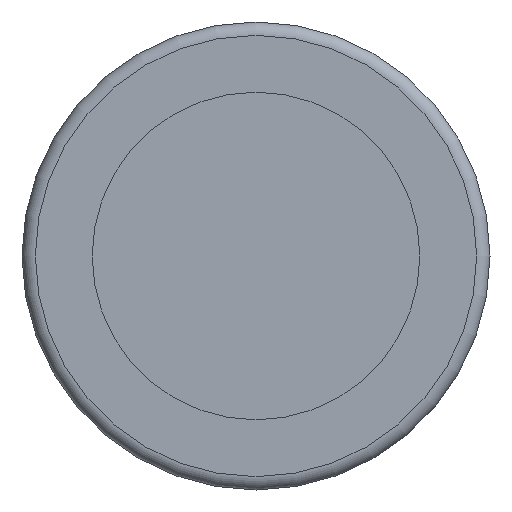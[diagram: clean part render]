
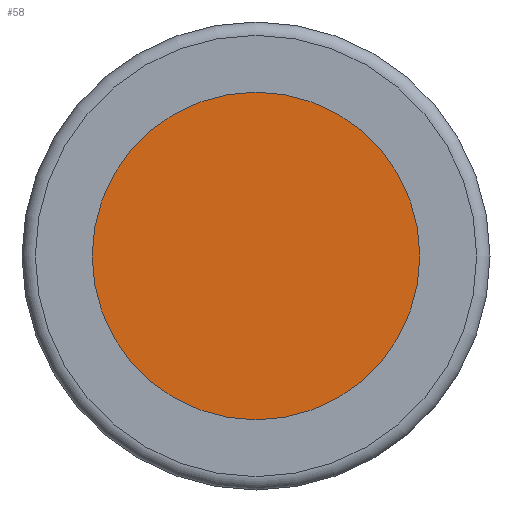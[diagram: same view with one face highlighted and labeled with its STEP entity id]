
A CAD part, front view. The second image highlights one B-rep face of the part: STEP entity #58.
In plain terms, the highlighted planar face has unit normal (0, -1, 0).
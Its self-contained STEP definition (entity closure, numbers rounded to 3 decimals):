
#58 = ADVANCED_FACE( '', ( #123 ), #124, .F. );
#123 = FACE_OUTER_BOUND( '', #184, .T. );
#124 = PLANE( '', #185 );
#184 = EDGE_LOOP( '', ( #259 ) );
#185 = AXIS2_PLACEMENT_3D( '', #260, #261, #262 );
#259 = ORIENTED_EDGE( '', *, *, #302, .T. );
#260 = CARTESIAN_POINT( '', ( -4.2, 0.7, 0. ) );
#261 = DIRECTION( '', ( 0., 1., 0. ) );
#262 = DIRECTION( '', ( 0., 0., 1. ) );
#302 = EDGE_CURVE( '', #339, #339, #340, .T. );
#339 = VERTEX_POINT( '', #377 );
#340 = CIRCLE( '', #378, 4.2 );
#377 = CARTESIAN_POINT( '', ( 0., 0.7, -4.2 ) );
#378 = AXIS2_PLACEMENT_3D( '', #415, #416, #417 );
#415 = CARTESIAN_POINT( '', ( 0., 0.7, 0. ) );
#416 = DIRECTION( '', ( 0., -1., 0. ) );
#417 = DIRECTION( '', ( 0., 0., -1. ) );
